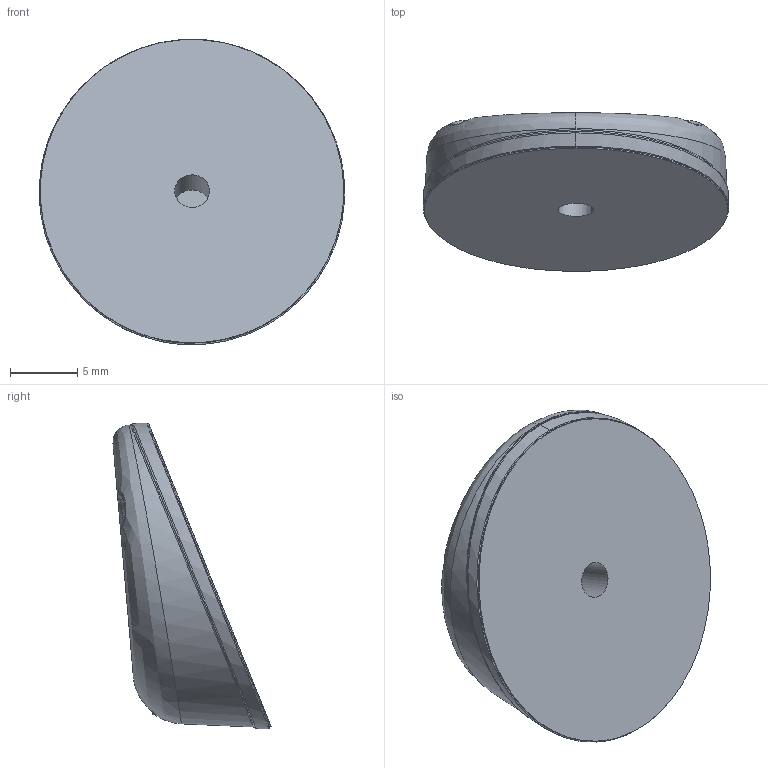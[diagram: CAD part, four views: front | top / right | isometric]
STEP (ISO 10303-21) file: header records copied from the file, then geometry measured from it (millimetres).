
FILE_DESCRIPTION(/* description */ (''),/* implementation_level */ '2;1');
FILE_NAME(/* name */ 'ur3 big cap-ac logo v5.step',/* time_stamp */ '2025-08-28T11:52:31-04:00',/* author */ (''),/* organization */ (''),/* preprocessor_version */ 'ST-DEVELOPER v20.1',/* originating_system */ 'Autodesk Translation Framework v14.10.0.0',/* authorisation */ '');
FILE_SCHEMA (('AUTOMOTIVE_DESIGN { 1 0 10303 214 3 1 1 }'));
Length unit declared in the file: millimetre
Products named in the file (1): 31602-STEP
Bounding box: 22.74 x 11.77 x 22.75 mm (x, y, z)
Volume: 2392.4 mm3; surface area: 1230.7 mm2
Topology: 1 solids, 1 shells, 48 faces, 121 edges, 76 vertices
Faces by surface type: bspline 32, cylinder 6, plane 6, cone 3, torus 1
Full cylindrical faces by diameter (mm): 0.85 x2, 2.6 x1
Entity records: 10784 total; most frequent: CARTESIAN_POINT 9799, ORIENTED_EDGE 242, DIRECTION 124, EDGE_CURVE 121, VERTEX_POINT 76, B_SPLINE_CURVE_WITH_KNOTS 63, AXIS2_PLACEMENT_3D 52, EDGE_LOOP 49
